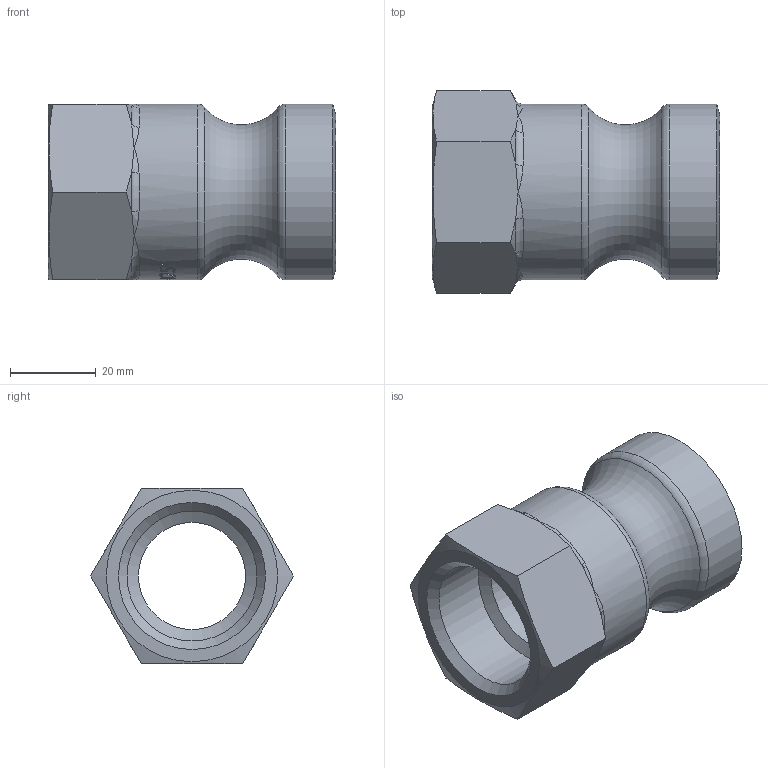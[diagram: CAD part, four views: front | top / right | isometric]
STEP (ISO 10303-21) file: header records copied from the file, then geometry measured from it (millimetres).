
FILE_DESCRIPTION(/* description */ ('INNENGEWINDESTECKER G 1"'),/* implementation_level */ '2;1');
FILE_NAME(/* name */ 'VIG 10-X25.stp',/* time_stamp */ '2017-07-17T08:03:00+02:00',/* author */ ('scherm'),/* organization */ (''),/* preprocessor_version */ 'ST-DEVELOPER v15.6',/* originating_system */ 'Autodesk Inventor 2015',/* authorisation */ '46230,13 mm^3');
FILE_SCHEMA (('AUTOMOTIVE_DESIGN { 1 0 10303 214 3 1 1 }'));
Length unit declared in the file: millimetre
Products named in the file (1): 20060614B0000004-00
Bounding box: 67 x 47.34 x 41 mm (x, y, z)
Volume: 46235.1 mm3; surface area: 15863.2 mm2
Topology: 1 solids, 1 shells, 208 faces, 567 edges, 361 vertices
Faces by surface type: bspline 107, plane 65, cylinder 16, cone 11, torus 9
Full cylindrical faces by diameter (mm): 25 x1, 30.291 x1, 41 x2
Entity records: 17190 total; most frequent: CARTESIAN_POINT 12887, ORIENTED_EDGE 1082, EDGE_CURVE 541, DIRECTION 526, VERTEX_POINT 359, B_SPLINE_CURVE_WITH_KNOTS 259, EDGE_LOOP 234, FACE_OUTER_BOUND 208
